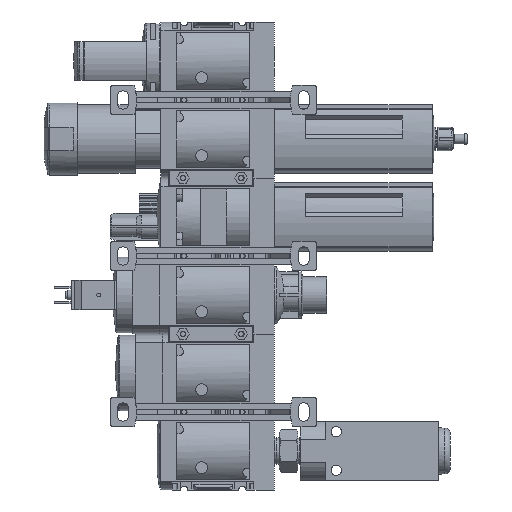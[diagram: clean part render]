
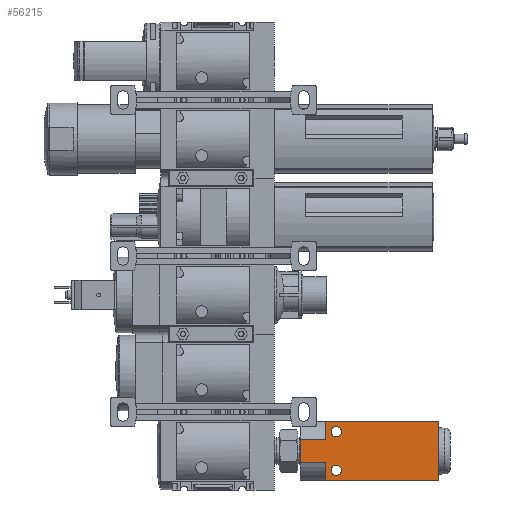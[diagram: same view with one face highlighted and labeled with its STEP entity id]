
A CAD part, left-side view. The second image highlights one B-rep face of the part: STEP entity #56215.
In plain terms, the highlighted planar face has unit normal (-1, 0, 0).
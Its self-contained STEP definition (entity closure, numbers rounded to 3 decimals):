
#1965=PLANE('',#59806);
#6222=LINE('',#84192,#10800);
#6448=LINE('',#84726,#11026);
#6450=LINE('',#84734,#11028);
#6451=LINE('',#84736,#11029);
#6452=LINE('',#84738,#11030);
#6453=LINE('',#84739,#11031);
#6454=LINE('',#84741,#11032);
#6455=LINE('',#84743,#11033);
#10800=VECTOR('',#70786,1000.);
#11026=VECTOR('',#71176,1000.);
#11028=VECTOR('',#71184,1000.);
#11029=VECTOR('',#71185,1000.);
#11030=VECTOR('',#71186,1000.);
#11031=VECTOR('',#71187,1000.);
#11032=VECTOR('',#71188,1000.);
#11033=VECTOR('',#71189,1000.);
#22924=ORIENTED_EDGE('',*,*,#29573,.T.);
#22925=ORIENTED_EDGE('',*,*,#29574,.T.);
#22926=ORIENTED_EDGE('',*,*,#29575,.T.);
#22927=ORIENTED_EDGE('',*,*,#29576,.T.);
#22928=ORIENTED_EDGE('',*,*,#29577,.F.);
#22929=ORIENTED_EDGE('',*,*,#29314,.F.);
#22930=ORIENTED_EDGE('',*,*,#29578,.T.);
#22931=ORIENTED_EDGE('',*,*,#29579,.T.);
#22932=ORIENTED_EDGE('',*,*,#29580,.F.);
#22933=ORIENTED_EDGE('',*,*,#29571,.T.);
#29314=EDGE_CURVE('',#33608,#33602,#6222,.T.);
#29571=EDGE_CURVE('',#33819,#33818,#6448,.T.);
#29573=EDGE_CURVE('',#33820,#33820,#35064,.T.);
#29574=EDGE_CURVE('',#33821,#33821,#35065,.T.);
#29575=EDGE_CURVE('',#33818,#33822,#6450,.T.);
#29576=EDGE_CURVE('',#33822,#33823,#6451,.T.);
#29577=EDGE_CURVE('',#33602,#33823,#6452,.T.);
#29578=EDGE_CURVE('',#33608,#33824,#6453,.T.);
#29579=EDGE_CURVE('',#33824,#33825,#6454,.T.);
#29580=EDGE_CURVE('',#33819,#33825,#6455,.T.);
#33602=VERTEX_POINT('',#84179);
#33608=VERTEX_POINT('',#84191);
#33818=VERTEX_POINT('',#84725);
#33819=VERTEX_POINT('',#84727);
#33820=VERTEX_POINT('',#84731);
#33821=VERTEX_POINT('',#84733);
#33822=VERTEX_POINT('',#84735);
#33823=VERTEX_POINT('',#84737);
#33824=VERTEX_POINT('',#84740);
#33825=VERTEX_POINT('',#84742);
#35064=CIRCLE('',#59807,2.65);
#35065=CIRCLE('',#59808,2.65);
#37562=EDGE_LOOP('',(#22924));
#37563=EDGE_LOOP('',(#22925));
#37564=EDGE_LOOP('',(#22926,#22927,#22928,#22929,#22930,#22931,#22932,#22933));
#40185=FACE_BOUND('',#37562,.T.);
#40186=FACE_BOUND('',#37563,.T.);
#40187=FACE_BOUND('',#37564,.T.);
#56215=ADVANCED_FACE('',(#40185,#40186,#40187),#1965,.F.);
#59806=AXIS2_PLACEMENT_3D('',#84729,#71178,#71179);
#59807=AXIS2_PLACEMENT_3D('',#84730,#71180,#71181);
#59808=AXIS2_PLACEMENT_3D('',#84732,#71182,#71183);
#70786=DIRECTION('',(0.,0.,-1.));
#71176=DIRECTION('',(0.,0.,-1.));
#71178=DIRECTION('',(1.,0.,0.));
#71179=DIRECTION('',(0.,0.,-1.));
#71180=DIRECTION('',(1.,0.,0.));
#71181=DIRECTION('',(0.,0.,-1.));
#71182=DIRECTION('',(1.,0.,0.));
#71183=DIRECTION('',(0.,0.,-1.));
#71184=DIRECTION('',(0.,-1.,0.));
#71185=DIRECTION('',(0.,0.,1.));
#71186=DIRECTION('',(0.,1.,0.));
#71187=DIRECTION('',(0.,1.,0.));
#71188=DIRECTION('',(0.,0.,1.));
#71189=DIRECTION('',(0.,-1.,0.));
#84179=CARTESIAN_POINT('',(0.,0.,-6.));
#84191=CARTESIAN_POINT('',(0.,0.,6.));
#84192=CARTESIAN_POINT('',(0.,0.,15.));
#84725=CARTESIAN_POINT('',(0.,71.2,-15.));
#84726=CARTESIAN_POINT('',(0.,71.2,15.));
#84727=CARTESIAN_POINT('',(0.,71.2,15.));
#84729=CARTESIAN_POINT('',(0.,71.2,15.));
#84730=CARTESIAN_POINT('',(0.,18.5,-10.));
#84731=CARTESIAN_POINT('',(0.,18.5,-12.65));
#84732=CARTESIAN_POINT('',(0.,18.5,10.));
#84733=CARTESIAN_POINT('',(0.,18.5,7.35));
#84734=CARTESIAN_POINT('',(0.,71.2,-15.));
#84735=CARTESIAN_POINT('',(0.,13.1,-15.));
#84736=CARTESIAN_POINT('',(0.,13.1,15.));
#84737=CARTESIAN_POINT('',(0.,13.1,-6.));
#84738=CARTESIAN_POINT('',(0.,-1.9,-6.));
#84739=CARTESIAN_POINT('',(0.,-1.9,6.));
#84740=CARTESIAN_POINT('',(0.,13.1,6.));
#84741=CARTESIAN_POINT('',(0.,13.1,15.));
#84742=CARTESIAN_POINT('',(0.,13.1,15.));
#84743=CARTESIAN_POINT('',(0.,71.2,15.));
